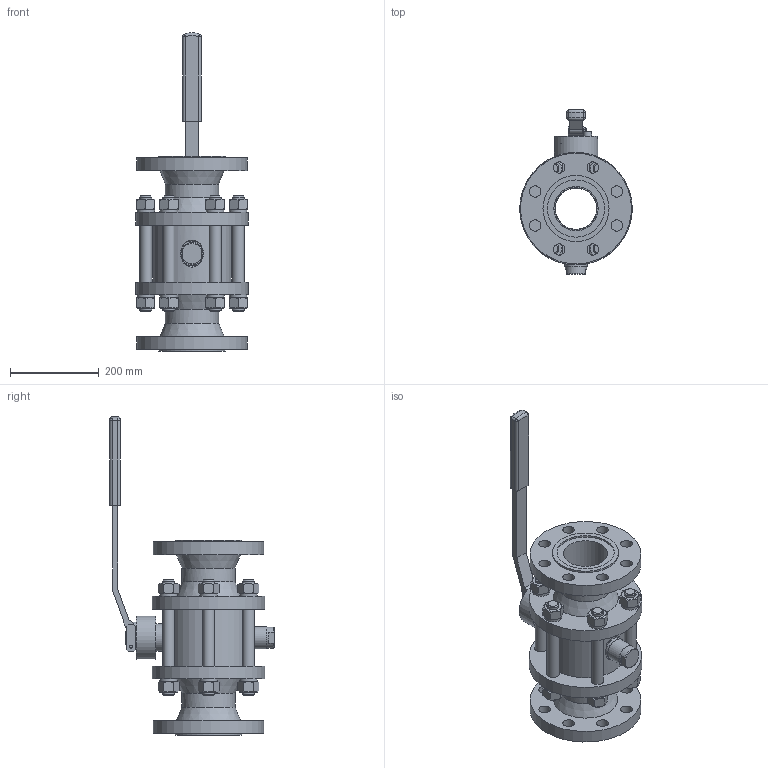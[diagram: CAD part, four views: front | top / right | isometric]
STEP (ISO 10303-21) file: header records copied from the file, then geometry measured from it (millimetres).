
FILE_DESCRIPTION(('STEP AP203'), '1');
FILE_NAME('埡39.310.100.000', '', ('UNSPECIFIED'), ('UNSPECIFIED'), 'ASCON STEP Converter 1.6', 'ASCON Math Kernel', '');
FILE_SCHEMA(('CONFIG_CONTROL_DESIGN'));
Length unit declared in the file: millimetre
Products named in the file (1): 埡39.310.100.000
Bounding box: 254 x 370.43 x 717.98 mm (x, y, z)
Volume: 9753781.2 mm3; surface area: 995644.5 mm2
Topology: 1 solids, 1 shells, 600 faces, 1403 edges, 874 vertices
Faces by surface type: plane 342, cylinder 170, cone 74, torus 8, bspline 4, sphere 2
Full cylindrical faces by diameter (mm): 6.647 x1, 8 x1, 9 x1, 10 x4, 11 x4, 12 x3, 14 x3, 18 x4, 20 x4, 26 x16, 26.8 x12, 27 x30, 29 x12, 29.5 x1, 30 x2, 31 x2, 40 x1, 42.587 x1, 48 x1, 49 x1, 50 x1, 52 x1, 55 x1, 62 x1, 93 x1, 95 x2, 98 x1, 99.421 x2, 100 x2, 120 x2
Entity records: 29207 total; most frequent: CARTESIAN_POINT 11472, DIRECTION 2667, ORIENTED_EDGE 2380, EDGE_CURVE 1190, AXIS2_PLACEMENT_3D 1135, EDGE_LOOP 960, VERTEX_POINT 870, FACE_BOUND 652
